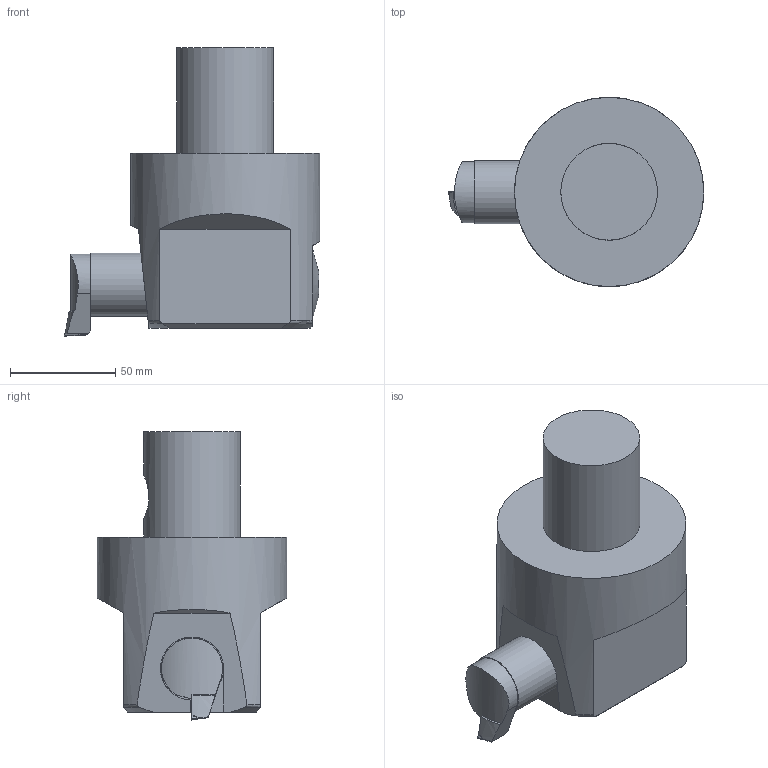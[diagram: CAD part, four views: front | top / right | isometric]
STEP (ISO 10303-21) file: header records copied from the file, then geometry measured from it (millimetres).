
FILE_DESCRIPTION((''),'1');
FILE_NAME('EWN100-203CKB7_ENH6-1_new.stp','2023-03-06T06:23:48',(''),(''),'Spatial Interop R21 SP3','Kubotek KeyCreator 2011 V10.0.2 (22737)',' ');
FILE_SCHEMA(('automotive_design'));
Length unit declared in the file: millimetre
Products named in the file (4): 240[2]; 241[3]
Bounding box: 121.5 x 90 x 137 mm (x, y, z)
Volume: 551831.9 mm3; surface area: 56976.7 mm2
Topology: 4 solids, 4 shells, 67 faces, 170 edges, 115 vertices
Faces by surface type: plane 40, cylinder 15, cone 7, torus 4, bspline 1
Full cylindrical faces by diameter (mm): 3.2 x2, 21 x1, 30 x2, 46 x1, 90 x1
Entity records: 3972 total; most frequent: CARTESIAN_POINT 693, DIRECTION 327, ORIENTED_EDGE 320, PRESENTATION_STYLE_ASSIGNMENT 302, COLOUR_RGB 302, STYLED_ITEM 231, CURVE_STYLE 231, DRAUGHTING_PRE_DEFINED_CURVE_FONT 231
